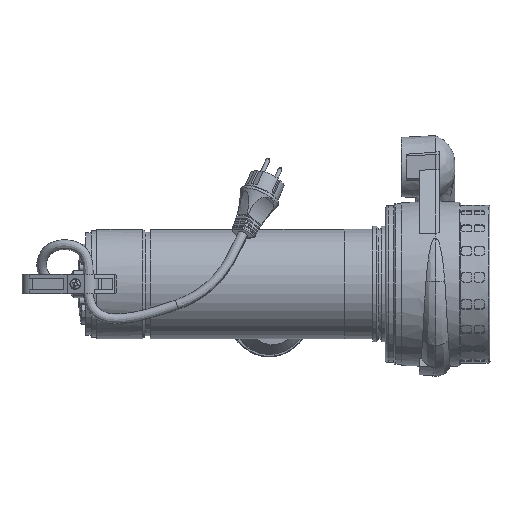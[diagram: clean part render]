
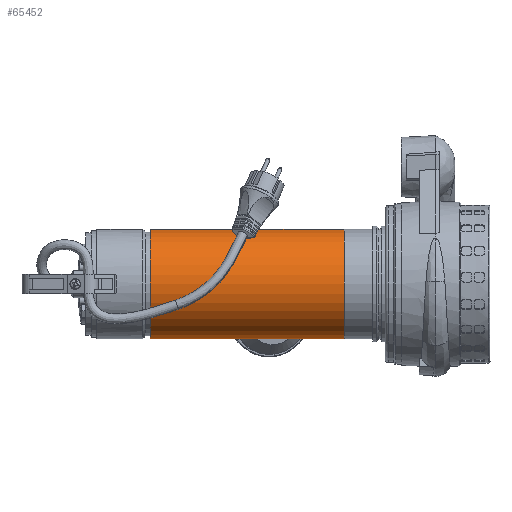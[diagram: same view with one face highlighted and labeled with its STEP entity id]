
A CAD part, left-side view. The second image highlights one B-rep face of the part: STEP entity #65452.
In plain terms, the highlighted cylindrical face has radius 56 mm (diameter 112 mm), a partial arc.
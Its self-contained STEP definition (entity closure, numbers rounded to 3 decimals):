
#2810 = EDGE_CURVE ( 'NONE', #50656, #64829, #40787, .T. ) ;
#3393 = CARTESIAN_POINT ( 'NONE',  ( 0., 143.501, 0. ) ) ;
#5196 = CARTESIAN_POINT ( 'NONE',  ( 0., 143.501, -56. ) ) ;
#8830 = AXIS2_PLACEMENT_3D ( 'NONE', #10442, #33405, #16364 ) ;
#9531 = VERTEX_POINT ( 'NONE', #5196 ) ;
#10442 = CARTESIAN_POINT ( 'NONE',  ( 0., 342.501, 0. ) ) ;
#10971 = VERTEX_POINT ( 'NONE', #19996 ) ;
#11917 = VECTOR ( 'NONE', #28511, 1000. ) ;
#14110 = EDGE_CURVE ( 'NONE', #9531, #10971, #15962, .T. ) ;
#15962 = CIRCLE ( 'NONE', #65673, 56. ) ;
#16364 = DIRECTION ( 'NONE',  ( 0., 0., -1. ) ) ;
#18733 = VECTOR ( 'NONE', #47006, 1000. ) ;
#19996 = CARTESIAN_POINT ( 'NONE',  ( 0., 143.501, 56. ) ) ;
#21483 = EDGE_CURVE ( 'NONE', #64829, #9531, #29568, .T. ) ;
#21534 = DIRECTION ( 'NONE',  ( 0., 1., 0. ) ) ;
#24003 = CARTESIAN_POINT ( 'NONE',  ( 0., 342.501, -56. ) ) ;
#28511 = DIRECTION ( 'NONE',  ( 0., -1., 0. ) ) ;
#29568 = LINE ( 'NONE', #24003, #18733 ) ;
#32439 = EDGE_LOOP ( 'NONE', ( #46985, #64326, #62233, #57473 ) ) ;
#32496 = CARTESIAN_POINT ( 'NONE',  ( 0., 342.501, -56. ) ) ;
#32727 = LINE ( 'NONE', #72369, #11917 ) ;
#33405 = DIRECTION ( 'NONE',  ( 0., -1., 0. ) ) ;
#33431 = EDGE_CURVE ( 'NONE', #50656, #10971, #32727, .T. ) ;
#40787 = CIRCLE ( 'NONE', #8830, 56. ) ;
#41502 = DIRECTION ( 'NONE',  ( 0., 0., -1. ) ) ;
#41853 = CARTESIAN_POINT ( 'NONE',  ( 0., 342.501, 0. ) ) ;
#42233 = DIRECTION ( 'NONE',  ( 0., -1., 0. ) ) ;
#43782 = DIRECTION ( 'NONE',  ( 0., 0., -1. ) ) ;
#46985 = ORIENTED_EDGE ( 'NONE', *, *, #33431, .F. ) ;
#47006 = DIRECTION ( 'NONE',  ( 0., -1., 0. ) ) ;
#50656 = VERTEX_POINT ( 'NONE', #67074 ) ;
#57473 = ORIENTED_EDGE ( 'NONE', *, *, #14110, .T. ) ;
#59643 = FACE_OUTER_BOUND ( 'NONE', #32439, .T. ) ;
#62233 = ORIENTED_EDGE ( 'NONE', *, *, #21483, .T. ) ;
#64326 = ORIENTED_EDGE ( 'NONE', *, *, #2810, .T. ) ;
#64829 = VERTEX_POINT ( 'NONE', #32496 ) ;
#65452 = ADVANCED_FACE ( 'NONE', ( #59643 ), #70767, .T. ) ;
#65673 = AXIS2_PLACEMENT_3D ( 'NONE', #3393, #21534, #43782 ) ;
#67074 = CARTESIAN_POINT ( 'NONE',  ( 0., 342.501, 56. ) ) ;
#70239 = AXIS2_PLACEMENT_3D ( 'NONE', #41853, #42233, #41502 ) ;
#70767 = CYLINDRICAL_SURFACE ( 'NONE', #70239, 56. ) ;
#72369 = CARTESIAN_POINT ( 'NONE',  ( 0., 342.501, 56. ) ) ;
